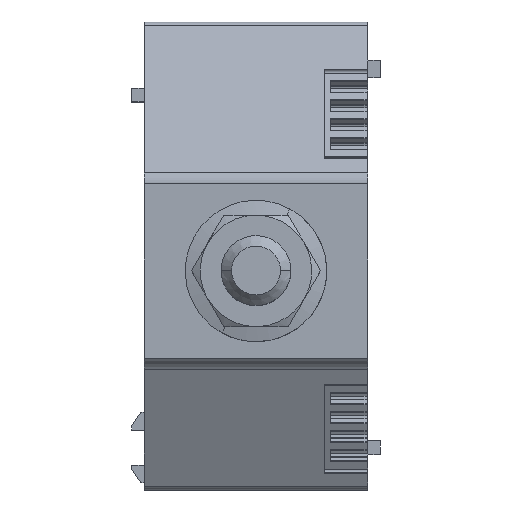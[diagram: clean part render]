
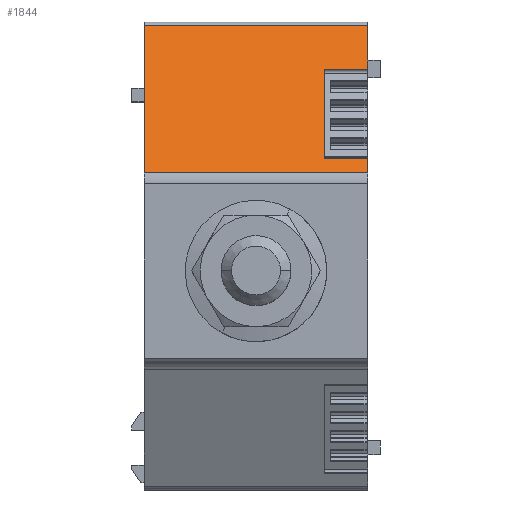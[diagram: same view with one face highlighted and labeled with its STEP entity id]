
A CAD part, top view. The second image highlights one B-rep face of the part: STEP entity #1844.
In plain terms, the highlighted planar face has unit normal (0, 0.478, 0.878).
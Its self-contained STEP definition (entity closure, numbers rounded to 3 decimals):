
#1792=AXIS2_PLACEMENT_3D('Plane Axis2P3D',#1789,#1790,#1791) ;
#377=CARTESIAN_POINT('Vertex',(1.8,45.367,21.523)) ;
#380=CARTESIAN_POINT('Line Origine',(1.8,55.922,15.782)) ;
#384=CARTESIAN_POINT('Vertex',(1.8,66.478,10.041)) ;
#1774=CARTESIAN_POINT('Vertex',(33.8,45.367,21.523)) ;
#1777=CARTESIAN_POINT('Line Origine',(17.8,45.367,21.523)) ;
#1789=CARTESIAN_POINT('Axis2P3D Location',(17.8,43.8,22.375)) ;
#1794=CARTESIAN_POINT('Line Origine',(30.7,47.599,20.308)) ;
#1798=CARTESIAN_POINT('Vertex',(33.8,47.599,20.308)) ;
#1800=CARTESIAN_POINT('Vertex',(27.6,47.599,20.308)) ;
#1803=CARTESIAN_POINT('Line Origine',(27.6,53.925,16.868)) ;
#1807=CARTESIAN_POINT('Vertex',(27.6,60.25,13.428)) ;
#1810=CARTESIAN_POINT('Line Origine',(30.7,60.25,13.428)) ;
#1814=CARTESIAN_POINT('Vertex',(33.8,60.25,13.428)) ;
#1817=CARTESIAN_POINT('Line Origine',(33.8,63.364,11.735)) ;
#1821=CARTESIAN_POINT('Vertex',(33.8,66.478,10.041)) ;
#1824=CARTESIAN_POINT('Line Origine',(17.8,66.478,10.041)) ;
#1829=CARTESIAN_POINT('Line Origine',(33.8,46.483,20.915)) ;
#381=DIRECTION('Vector Direction',(0.,0.878,-0.478)) ;
#1778=DIRECTION('Vector Direction',(1.,0.,0.)) ;
#1790=DIRECTION('Axis2P3D Direction',(0.,-0.478,-0.878)) ;
#1791=DIRECTION('Axis2P3D XDirection',(0.,0.878,-0.478)) ;
#1795=DIRECTION('Vector Direction',(-1.,0.,0.)) ;
#1804=DIRECTION('Vector Direction',(0.,0.878,-0.478)) ;
#1811=DIRECTION('Vector Direction',(-1.,0.,0.)) ;
#1818=DIRECTION('Vector Direction',(0.,0.878,-0.478)) ;
#1825=DIRECTION('Vector Direction',(1.,0.,0.)) ;
#1830=DIRECTION('Vector Direction',(0.,0.878,-0.478)) ;
#382=VECTOR('Line Direction',#381,1.) ;
#1779=VECTOR('Line Direction',#1778,1.) ;
#1796=VECTOR('Line Direction',#1795,1.) ;
#1805=VECTOR('Line Direction',#1804,1.) ;
#1812=VECTOR('Line Direction',#1811,1.) ;
#1819=VECTOR('Line Direction',#1818,1.) ;
#1826=VECTOR('Line Direction',#1825,1.) ;
#1831=VECTOR('Line Direction',#1830,1.) ;
#1835=ORIENTED_EDGE('',*,*,#1802,.T.) ;
#1836=ORIENTED_EDGE('',*,*,#1809,.T.) ;
#1837=ORIENTED_EDGE('',*,*,#1816,.F.) ;
#1838=ORIENTED_EDGE('',*,*,#1823,.F.) ;
#1839=ORIENTED_EDGE('',*,*,#1828,.F.) ;
#1840=ORIENTED_EDGE('',*,*,#386,.T.) ;
#1841=ORIENTED_EDGE('',*,*,#1781,.F.) ;
#1842=ORIENTED_EDGE('',*,*,#1833,.F.) ;
#1844=ADVANCED_FACE('KLTR',(#1843),#1793,.F.) ;
#386=EDGE_CURVE('',#385,#378,#383,.F.) ;
#1781=EDGE_CURVE('',#1775,#378,#1780,.F.) ;
#1802=EDGE_CURVE('',#1799,#1801,#1797,.T.) ;
#1809=EDGE_CURVE('',#1801,#1808,#1806,.T.) ;
#1816=EDGE_CURVE('',#1815,#1808,#1813,.T.) ;
#1823=EDGE_CURVE('',#1822,#1815,#1820,.F.) ;
#1828=EDGE_CURVE('',#385,#1822,#1827,.T.) ;
#1833=EDGE_CURVE('',#1799,#1775,#1832,.F.) ;
#1834=EDGE_LOOP('',(#1835,#1836,#1837,#1838,#1839,#1840,#1841,#1842)) ;
#1843=FACE_OUTER_BOUND('',#1834,.T.) ;
#383=LINE('Line',#380,#382) ;
#1780=LINE('Line',#1777,#1779) ;
#1797=LINE('Line',#1794,#1796) ;
#1806=LINE('Line',#1803,#1805) ;
#1813=LINE('Line',#1810,#1812) ;
#1820=LINE('Line',#1817,#1819) ;
#1827=LINE('Line',#1824,#1826) ;
#1832=LINE('Line',#1829,#1831) ;
#1793=PLANE('',#1792) ;
#378=VERTEX_POINT('',#377) ;
#385=VERTEX_POINT('',#384) ;
#1775=VERTEX_POINT('',#1774) ;
#1799=VERTEX_POINT('',#1798) ;
#1801=VERTEX_POINT('',#1800) ;
#1808=VERTEX_POINT('',#1807) ;
#1815=VERTEX_POINT('',#1814) ;
#1822=VERTEX_POINT('',#1821) ;
